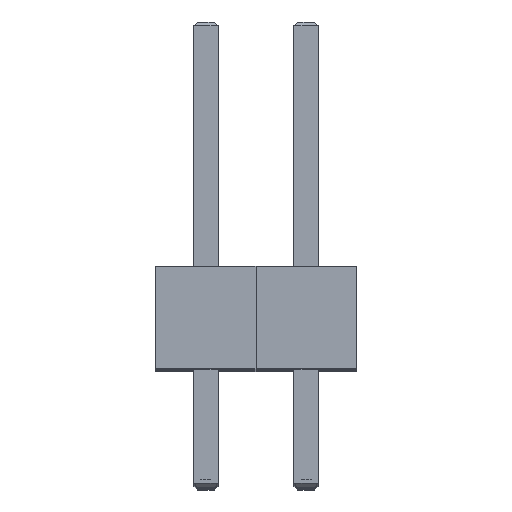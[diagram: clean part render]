
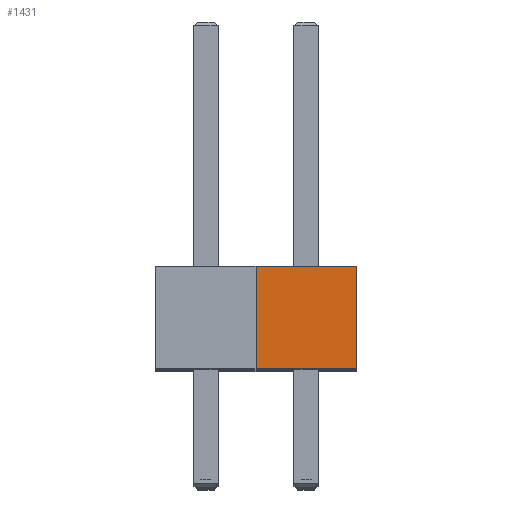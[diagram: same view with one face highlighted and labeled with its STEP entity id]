
A CAD part, top view. The second image highlights one B-rep face of the part: STEP entity #1431.
In plain terms, the highlighted planar face has unit normal (0, 0, 1).
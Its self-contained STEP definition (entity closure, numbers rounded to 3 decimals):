
#1431=ADVANCED_FACE('',(#1643),#1645,.T.);
#1643=FACE_BOUND('',#1644,.T.);
#1644=EDGE_LOOP('',(#1785,#1786,#1787,#1788));
#1645=PLANE('',#1646);
#1646=AXIS2_PLACEMENT_3D('',#1647,#1648,#1649);
#1647=CARTESIAN_POINT('',(0.,0.,0.));
#1648=DIRECTION('',(0.,0.,1.));
#1649=DIRECTION('',(1.,0.,0.));
#1785=ORIENTED_EDGE('',*,*,#1861,.T.);
#1786=ORIENTED_EDGE('',*,*,#1867,.T.);
#1787=ORIENTED_EDGE('',*,*,#1868,.F.);
#1788=ORIENTED_EDGE('',*,*,#1869,.F.);
#1861=EDGE_CURVE('',#1932,#1930,#1933,.T.);
#1867=EDGE_CURVE('',#1930,#1940,#1942,.T.);
#1868=EDGE_CURVE('',#1943,#1940,#1944,.T.);
#1869=EDGE_CURVE('',#1932,#1943,#1945,.T.);
#1930=VERTEX_POINT('',#2066);
#1932=VERTEX_POINT('',#2070);
#1933=LINE('',#2071,#2072);
#1940=VERTEX_POINT('',#2088);
#1942=LINE('',#2092,#2093);
#1943=VERTEX_POINT('',#2095);
#1944=LINE('',#2096,#2097);
#1945=LINE('',#2099,#2100);
#2066=CARTESIAN_POINT('',(2.54,0.,0.));
#2070=CARTESIAN_POINT('',(0.,0.,0.));
#2071=CARTESIAN_POINT('',(0.,0.,0.));
#2072=VECTOR('',#2073,1.);
#2073=DIRECTION('',(1.,0.,0.));
#2088=CARTESIAN_POINT('',(2.54,2.6,0.));
#2092=CARTESIAN_POINT('',(2.54,0.,0.));
#2093=VECTOR('',#2094,1.);
#2094=DIRECTION('',(0.,1.,0.));
#2095=CARTESIAN_POINT('',(0.,2.6,0.));
#2096=CARTESIAN_POINT('',(0.,2.6,0.));
#2097=VECTOR('',#2098,1.);
#2098=DIRECTION('',(1.,0.,0.));
#2099=CARTESIAN_POINT('',(0.,0.,0.));
#2100=VECTOR('',#2101,1.);
#2101=DIRECTION('',(0.,1.,0.));
